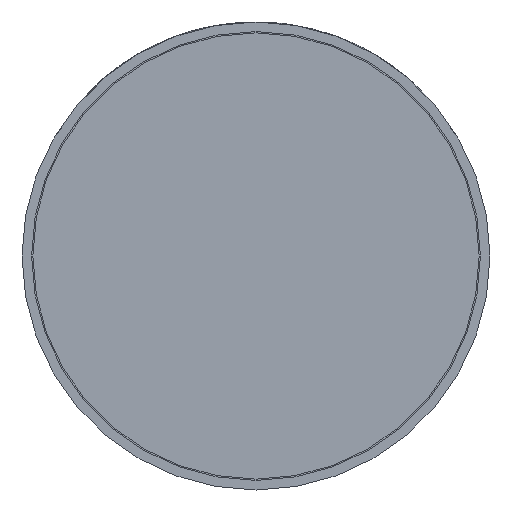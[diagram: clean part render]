
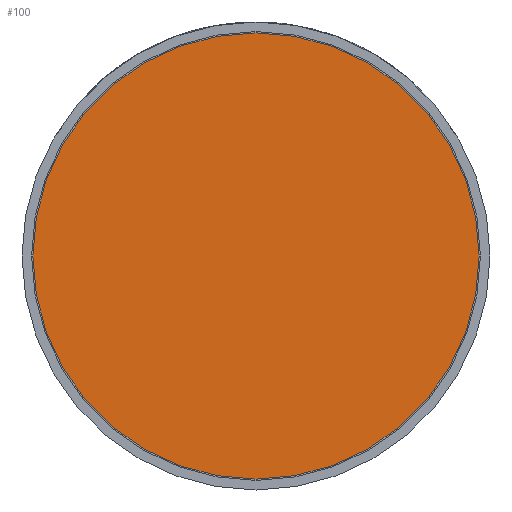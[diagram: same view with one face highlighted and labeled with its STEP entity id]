
A CAD part, front view. The second image highlights one B-rep face of the part: STEP entity #100.
In plain terms, the highlighted planar face has unit normal (0, -1, 0).
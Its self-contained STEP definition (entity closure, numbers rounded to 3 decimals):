
#16 = EDGE_CURVE ( 'Defeature ausgef�hrt1_7+Defeature ausgef�hrt1_8+Defeature ausgef�hrt1_8+Defeature ausgef�hrt1_8', #3547, #994, #975, .T. ) ;
#100 = ADVANCED_FACE ( 'Defeature ausgef�hrt1_7', ( #3509 ), #4082, .T. ) ;
#280 = CARTESIAN_POINT ( 'NONE',  ( 0., 0., 0. ) ) ;
#608 = DIRECTION ( 'NONE',  ( 0., 0., -1. ) ) ;
#675 = CARTESIAN_POINT ( 'NONE',  ( 0., 0., 0. ) ) ;
#682 = AXIS2_PLACEMENT_3D ( 'NONE', #280, #3700, #4629 ) ;
#975 = CIRCLE ( 'NONE', #2626, 1.74 ) ;
#994 = VERTEX_POINT ( 'NONE', #2937 ) ;
#1613 = CIRCLE ( 'NONE', #682, 1.74 ) ;
#1857 = AXIS2_PLACEMENT_3D ( 'NONE', #3626, #3678, #608 ) ;
#1988 = EDGE_CURVE ( 'Defeature ausgef�hrt1_7+Defeature ausgef�hrt1_8+Defeature ausgef�hrt1_8+Defeature ausgef�hrt1_8', #994, #3547, #1613, .T. ) ;
#2626 = AXIS2_PLACEMENT_3D ( 'NONE', #675, #2846, #5049 ) ;
#2846 = DIRECTION ( 'NONE',  ( 0., -1., 0. ) ) ;
#2937 = CARTESIAN_POINT ( 'NONE',  ( 0., 0., -1.74 ) ) ;
#3509 = FACE_OUTER_BOUND ( 'NONE', #4970, .T. ) ;
#3547 = VERTEX_POINT ( 'NONE', #4217 ) ;
#3626 = CARTESIAN_POINT ( 'NONE',  ( 0., 0., 0. ) ) ;
#3678 = DIRECTION ( 'NONE',  ( 0., -1., 0. ) ) ;
#3700 = DIRECTION ( 'NONE',  ( 0., -1., 0. ) ) ;
#3830 = ORIENTED_EDGE ( 'NONE', *, *, #16, .T. ) ;
#4082 = PLANE ( 'NONE',  #1857 ) ;
#4217 = CARTESIAN_POINT ( 'NONE',  ( 0., 0., 1.74 ) ) ;
#4629 = DIRECTION ( 'NONE',  ( 0., 0., -1. ) ) ;
#4970 = EDGE_LOOP ( 'NONE', ( #5306, #3830 ) ) ;
#5049 = DIRECTION ( 'NONE',  ( 0., 0., -1. ) ) ;
#5306 = ORIENTED_EDGE ( 'NONE', *, *, #1988, .T. ) ;
